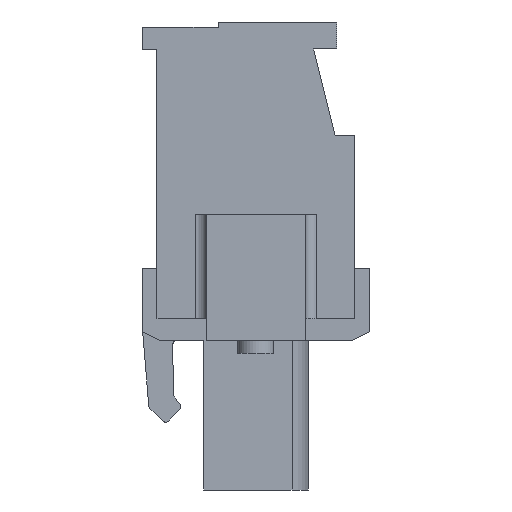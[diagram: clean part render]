
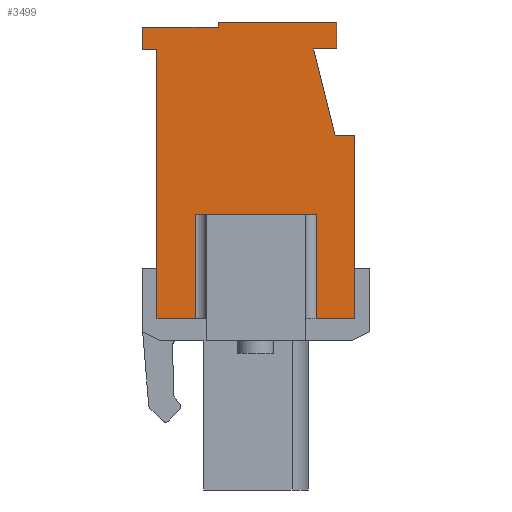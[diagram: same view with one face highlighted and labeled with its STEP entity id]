
A CAD part, left-side view. The second image highlights one B-rep face of the part: STEP entity #3499.
In plain terms, the highlighted planar face has unit normal (-1, 0, 0).
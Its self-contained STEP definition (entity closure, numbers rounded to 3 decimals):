
#3499 = ADVANCED_FACE( '', ( #7330 ), #7331, .T. );
#7330 = FACE_OUTER_BOUND( '', #11668, .T. );
#7331 = PLANE( '', #11669 );
#11668 = EDGE_LOOP( '', ( #21215, #21216, #21217, #21218, #21219, #21220, #21221, #21222, #21223, #21224, #21225, #21226, #21227, #21228, #21229, #21230 ) );
#11669 = AXIS2_PLACEMENT_3D( '', #21231, #21232, #21233 );
#21215 = ORIENTED_EDGE( '', *, *, #30461, .T. );
#21216 = ORIENTED_EDGE( '', *, *, #27400, .T. );
#21217 = ORIENTED_EDGE( '', *, *, #30462, .T. );
#21218 = ORIENTED_EDGE( '', *, *, #30463, .T. );
#21219 = ORIENTED_EDGE( '', *, *, #30464, .T. );
#21220 = ORIENTED_EDGE( '', *, *, #30465, .T. );
#21221 = ORIENTED_EDGE( '', *, *, #30366, .T. );
#21222 = ORIENTED_EDGE( '', *, *, #28630, .T. );
#21223 = ORIENTED_EDGE( '', *, *, #30466, .T. );
#21224 = ORIENTED_EDGE( '', *, *, #30018, .T. );
#21225 = ORIENTED_EDGE( '', *, *, #30467, .T. );
#21226 = ORIENTED_EDGE( '', *, *, #29131, .T. );
#21227 = ORIENTED_EDGE( '', *, *, #28004, .T. );
#21228 = ORIENTED_EDGE( '', *, *, #30468, .T. );
#21229 = ORIENTED_EDGE( '', *, *, #30469, .T. );
#21230 = ORIENTED_EDGE( '', *, *, #30470, .T. );
#21231 = CARTESIAN_POINT( '', ( -30., 0., 0. ) );
#21232 = DIRECTION( '', ( -1., 0., 0. ) );
#21233 = DIRECTION( '', ( 0., 0., 1. ) );
#27400 = EDGE_CURVE( '', #33288, #33292, #33294, .T. );
#28004 = EDGE_CURVE( '', #34310, #34311, #34312, .T. );
#28630 = EDGE_CURVE( '', #35314, #35315, #35316, .T. );
#29131 = EDGE_CURVE( '', #36090, #34310, #36091, .T. );
#30018 = EDGE_CURVE( '', #37375, #37376, #37377, .T. );
#30366 = EDGE_CURVE( '', #37840, #35314, #37841, .T. );
#30461 = EDGE_CURVE( '', #37960, #33288, #37961, .T. );
#30462 = EDGE_CURVE( '', #33292, #37962, #37963, .T. );
#30463 = EDGE_CURVE( '', #37962, #37964, #37965, .T. );
#30464 = EDGE_CURVE( '', #37964, #37966, #37967, .T. );
#30465 = EDGE_CURVE( '', #37966, #37840, #37968, .T. );
#30466 = EDGE_CURVE( '', #35315, #37375, #37969, .T. );
#30467 = EDGE_CURVE( '', #37376, #36090, #37970, .T. );
#30468 = EDGE_CURVE( '', #34311, #37971, #37972, .T. );
#30469 = EDGE_CURVE( '', #37971, #37973, #37974, .T. );
#30470 = EDGE_CURVE( '', #37973, #37960, #37975, .T. );
#33288 = VERTEX_POINT( '', #41699 );
#33292 = VERTEX_POINT( '', #41704 );
#33294 = LINE( '', #41706, #41707 );
#34310 = VERTEX_POINT( '', #43179 );
#34311 = VERTEX_POINT( '', #43180 );
#34312 = LINE( '', #43181, #43182 );
#35314 = VERTEX_POINT( '', #44659 );
#35315 = VERTEX_POINT( '', #44660 );
#35316 = LINE( '', #44661, #44662 );
#36090 = VERTEX_POINT( '', #45794 );
#36091 = LINE( '', #45795, #45796 );
#37375 = VERTEX_POINT( '', #47771 );
#37376 = VERTEX_POINT( '', #47772 );
#37377 = LINE( '', #47773, #47774 );
#37840 = VERTEX_POINT( '', #48478 );
#37841 = LINE( '', #48479, #48480 );
#37960 = VERTEX_POINT( '', #48654 );
#37961 = LINE( '', #48655, #48656 );
#37962 = VERTEX_POINT( '', #48657 );
#37963 = LINE( '', #48658, #48659 );
#37964 = VERTEX_POINT( '', #48660 );
#37965 = LINE( '', #48661, #48662 );
#37966 = VERTEX_POINT( '', #48663 );
#37967 = LINE( '', #48664, #48665 );
#37968 = LINE( '', #48666, #48667 );
#37969 = LINE( '', #48668, #48669 );
#37970 = LINE( '', #48670, #48671 );
#37971 = VERTEX_POINT( '', #48672 );
#37972 = LINE( '', #48673, #48674 );
#37973 = VERTEX_POINT( '', #48675 );
#37974 = LINE( '', #48676, #48677 );
#37975 = LINE( '', #48678, #48679 );
#41699 = CARTESIAN_POINT( '', ( -30., 3.35, -7.475 ) );
#41704 = CARTESIAN_POINT( '', ( -30., 3.35, -1.675 ) );
#41706 = CARTESIAN_POINT( '', ( -30., 3.35, -1.675 ) );
#41707 = VECTOR( '', #51546, 1000. );
#43179 = CARTESIAN_POINT( '', ( -30., 2.1, 8.725 ) );
#43180 = CARTESIAN_POINT( '', ( -30., 6.3, 8.725 ) );
#43181 = CARTESIAN_POINT( '', ( -30., 2.1, 8.725 ) );
#43182 = VECTOR( '', #52123, 1000. );
#44659 = CARTESIAN_POINT( '', ( -30., -4.4, 2.725 ) );
#44660 = CARTESIAN_POINT( '', ( -30., -3.2, 7.525 ) );
#44661 = CARTESIAN_POINT( '', ( -30., -4.4, 2.725 ) );
#44662 = VECTOR( '', #52683, 1000. );
#45794 = CARTESIAN_POINT( '', ( -30., 2.1, 9.025 ) );
#45795 = CARTESIAN_POINT( '', ( -30., 2.1, 9.025 ) );
#45796 = VECTOR( '', #53144, 1000. );
#47771 = CARTESIAN_POINT( '', ( -30., -4.5, 7.525 ) );
#47772 = CARTESIAN_POINT( '', ( -30., -4.5, 9.025 ) );
#47773 = CARTESIAN_POINT( '', ( -30., -4.5, 7.525 ) );
#47774 = VECTOR( '', #53896, 1000. );
#48478 = CARTESIAN_POINT( '', ( -30., -5.5, 2.725 ) );
#48479 = CARTESIAN_POINT( '', ( -30., -5.5, 2.725 ) );
#48480 = VECTOR( '', #54171, 1000. );
#48654 = CARTESIAN_POINT( '', ( -30., 5.5, -7.475 ) );
#48655 = CARTESIAN_POINT( '', ( -30., 5.5, -7.475 ) );
#48656 = VECTOR( '', #54242, 1000. );
#48657 = CARTESIAN_POINT( '', ( -30., -3.35, -1.675 ) );
#48658 = CARTESIAN_POINT( '', ( -30., 2.75, -1.675 ) );
#48659 = VECTOR( '', #54243, 1000. );
#48660 = CARTESIAN_POINT( '', ( -30., -3.35, -7.475 ) );
#48661 = CARTESIAN_POINT( '', ( -30., -3.35, -7.475 ) );
#48662 = VECTOR( '', #54244, 1000. );
#48663 = CARTESIAN_POINT( '', ( -30., -5.5, -7.475 ) );
#48664 = CARTESIAN_POINT( '', ( -30., 5.5, -7.475 ) );
#48665 = VECTOR( '', #54245, 1000. );
#48666 = CARTESIAN_POINT( '', ( -30., -5.5, -7.475 ) );
#48667 = VECTOR( '', #54246, 1000. );
#48668 = CARTESIAN_POINT( '', ( -30., -3.2, 7.525 ) );
#48669 = VECTOR( '', #54247, 1000. );
#48670 = CARTESIAN_POINT( '', ( -30., -4.5, 9.025 ) );
#48671 = VECTOR( '', #54248, 1000. );
#48672 = CARTESIAN_POINT( '', ( -30., 6.3, 7.475 ) );
#48673 = CARTESIAN_POINT( '', ( -30., 6.3, 8.725 ) );
#48674 = VECTOR( '', #54249, 1000. );
#48675 = CARTESIAN_POINT( '', ( -30., 5.5, 7.475 ) );
#48676 = CARTESIAN_POINT( '', ( -30., 6.3, 7.475 ) );
#48677 = VECTOR( '', #54250, 1000. );
#48678 = CARTESIAN_POINT( '', ( -30., 5.5, 7.475 ) );
#48679 = VECTOR( '', #54251, 1000. );
#51546 = DIRECTION( '', ( 0., 0., 1. ) );
#52123 = DIRECTION( '', ( 0., 1., 0. ) );
#52683 = DIRECTION( '', ( 0., 0.243, 0.97 ) );
#53144 = DIRECTION( '', ( 0., 0., -1. ) );
#53896 = DIRECTION( '', ( 0., 0., 1. ) );
#54171 = DIRECTION( '', ( 0., 1., 0. ) );
#54242 = DIRECTION( '', ( 0., -1., 0. ) );
#54243 = DIRECTION( '', ( 0., -1., 0. ) );
#54244 = DIRECTION( '', ( 0., 0., -1. ) );
#54245 = DIRECTION( '', ( 0., -1., 0. ) );
#54246 = DIRECTION( '', ( 0., 0., 1. ) );
#54247 = DIRECTION( '', ( 0., -1., 0. ) );
#54248 = DIRECTION( '', ( 0., 1., 0. ) );
#54249 = DIRECTION( '', ( 0., 0., -1. ) );
#54250 = DIRECTION( '', ( 0., -1., 0. ) );
#54251 = DIRECTION( '', ( 0., 0., -1. ) );
